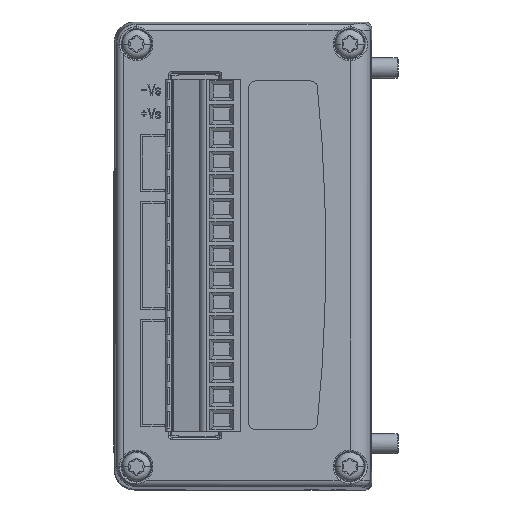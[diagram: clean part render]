
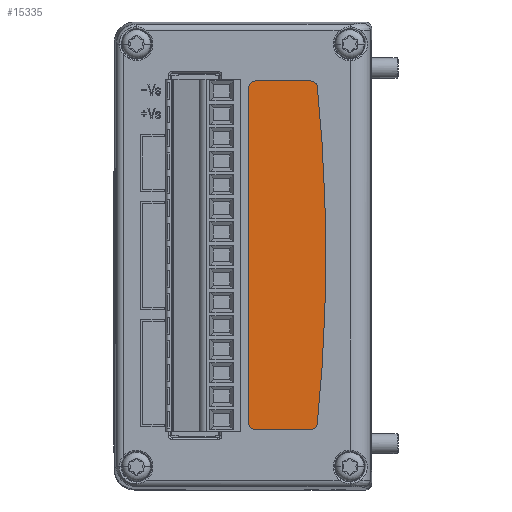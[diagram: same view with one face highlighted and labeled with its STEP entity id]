
A CAD part, top view. The second image highlights one B-rep face of the part: STEP entity #15335.
In plain terms, the highlighted planar face has unit normal (0, 0, 1).
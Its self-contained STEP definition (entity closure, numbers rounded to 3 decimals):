
#1879 = LINE ( 'NONE', #136493, #69368 ) ;
#2283 = EDGE_CURVE ( 'NONE', #43367, #44285, #38634, .T. ) ;
#11133 = DIRECTION ( 'NONE',  ( 0., 0., 1. ) ) ;
#11619 = ORIENTED_EDGE ( 'NONE', *, *, #152514, .T. ) ;
#12213 = CARTESIAN_POINT ( 'NONE',  ( 3.93, 25., 33.7 ) ) ;
#14102 = AXIS2_PLACEMENT_3D ( 'NONE', #85057, #46510, #32329 ) ;
#15335 = ADVANCED_FACE ( 'NONE', ( #101895 ), #114410, .T. ) ;
#16377 = DIRECTION ( 'NONE',  ( 1., 0., 0. ) ) ;
#21368 = EDGE_CURVE ( 'NONE', #64746, #74144, #90404, .T. ) ;
#22353 = CARTESIAN_POINT ( 'NONE',  ( 3.93, -26., 33.7 ) ) ;
#23161 = VERTEX_POINT ( 'NONE', #174002 ) ;
#25312 = AXIS2_PLACEMENT_3D ( 'NONE', #25458, #109266, #28101 ) ;
#25458 = CARTESIAN_POINT ( 'NONE',  ( -234.779, 0., 33.7 ) ) ;
#25459 = EDGE_LOOP ( 'NONE', ( #64077, #104998, #81306, #105325, #70108, #77315, #11619, #165233, #37109 ) ) ;
#25581 = DIRECTION ( 'NONE',  ( 1., 0., 0. ) ) ;
#28101 = DIRECTION ( 'NONE',  ( 1., 0., 0. ) ) ;
#32329 = DIRECTION ( 'NONE',  ( 1., 0., 0. ) ) ;
#32354 = DIRECTION ( 'NONE',  ( 0., -1., 0. ) ) ;
#37109 = ORIENTED_EDGE ( 'NONE', *, *, #63147, .T. ) ;
#38053 = CARTESIAN_POINT ( 'NONE',  ( 12.168, -26., 33.7 ) ) ;
#38634 = CIRCLE ( 'NONE', #146949, 1. ) ;
#43367 = VERTEX_POINT ( 'NONE', #112304 ) ;
#44285 = VERTEX_POINT ( 'NONE', #22353 ) ;
#45801 = CARTESIAN_POINT ( 'NONE',  ( 3.93, -26., 33.7 ) ) ;
#46408 = EDGE_CURVE ( 'NONE', #66783, #98902, #156413, .T. ) ;
#46510 = DIRECTION ( 'NONE',  ( 0., 0., 1. ) ) ;
#52948 = CARTESIAN_POINT ( 'NONE',  ( 3.93, -25., 33.7 ) ) ;
#54660 = CARTESIAN_POINT ( 'NONE',  ( 3.93, 26., 33.7 ) ) ;
#56199 = DIRECTION ( 'NONE',  ( -1., 0., 0. ) ) ;
#58324 = LINE ( 'NONE', #45801, #61784 ) ;
#61220 = DIRECTION ( 'NONE',  ( 0., 0., 1. ) ) ;
#61784 = VECTOR ( 'NONE', #154573, 1000. ) ;
#63147 = EDGE_CURVE ( 'NONE', #23161, #64746, #1879, .T. ) ;
#64077 = ORIENTED_EDGE ( 'NONE', *, *, #21368, .T. ) ;
#64746 = VERTEX_POINT ( 'NONE', #54660 ) ;
#64937 = DIRECTION ( 'NONE',  ( 1., 0., 0. ) ) ;
#66439 = VERTEX_POINT ( 'NONE', #135428 ) ;
#66783 = VERTEX_POINT ( 'NONE', #38053 ) ;
#69368 = VECTOR ( 'NONE', #56199, 1000. ) ;
#70108 = ORIENTED_EDGE ( 'NONE', *, *, #46408, .T. ) ;
#73352 = CARTESIAN_POINT ( 'NONE',  ( 2.93, 25., 33.7 ) ) ;
#74144 = VERTEX_POINT ( 'NONE', #100685 ) ;
#77315 = ORIENTED_EDGE ( 'NONE', *, *, #143116, .T. ) ;
#79631 = AXIS2_PLACEMENT_3D ( 'NONE', #161265, #136275, #64937 ) ;
#81306 = ORIENTED_EDGE ( 'NONE', *, *, #2283, .T. ) ;
#83800 = EDGE_CURVE ( 'NONE', #44285, #66783, #58324, .T. ) ;
#85057 = CARTESIAN_POINT ( 'NONE',  ( 3.93, 25., 33.7 ) ) ;
#87762 = EDGE_CURVE ( 'NONE', #89135, #23161, #159686, .T. ) ;
#89135 = VERTEX_POINT ( 'NONE', #93840 ) ;
#90404 = CIRCLE ( 'NONE', #170004, 1. ) ;
#91370 = AXIS2_PLACEMENT_3D ( 'NONE', #113566, #151851, #16377 ) ;
#93840 = CARTESIAN_POINT ( 'NONE',  ( 13.163, 25.101, 33.7 ) ) ;
#96385 = VECTOR ( 'NONE', #32354, 1000. ) ;
#98902 = VERTEX_POINT ( 'NONE', #131877 ) ;
#100685 = CARTESIAN_POINT ( 'NONE',  ( 2.93, 25., 33.7 ) ) ;
#101895 = FACE_OUTER_BOUND ( 'NONE', #25459, .T. ) ;
#104998 = ORIENTED_EDGE ( 'NONE', *, *, #156088, .T. ) ;
#105325 = ORIENTED_EDGE ( 'NONE', *, *, #83800, .T. ) ;
#109266 = DIRECTION ( 'NONE',  ( 0., 0., 1. ) ) ;
#112295 = CIRCLE ( 'NONE', #154929, 249.209 ) ;
#112304 = CARTESIAN_POINT ( 'NONE',  ( 2.93, -25., 33.7 ) ) ;
#113566 = CARTESIAN_POINT ( 'NONE',  ( 12.168, 25., 33.7 ) ) ;
#114410 = PLANE ( 'NONE',  #14102 ) ;
#117451 = DIRECTION ( 'NONE',  ( 1., 0., 0. ) ) ;
#131877 = CARTESIAN_POINT ( 'NONE',  ( 13.163, -25.101, 33.7 ) ) ;
#135428 = CARTESIAN_POINT ( 'NONE',  ( 14.43, 0., 33.7 ) ) ;
#135886 = DIRECTION ( 'NONE',  ( 1., 0., 0. ) ) ;
#136275 = DIRECTION ( 'NONE',  ( 0., 0., 1. ) ) ;
#136493 = CARTESIAN_POINT ( 'NONE',  ( 12.168, 26., 33.7 ) ) ;
#143116 = EDGE_CURVE ( 'NONE', #98902, #66439, #112295, .T. ) ;
#146949 = AXIS2_PLACEMENT_3D ( 'NONE', #52948, #11133, #135886 ) ;
#147718 = DIRECTION ( 'NONE',  ( 0., 0., 1. ) ) ;
#147744 = CIRCLE ( 'NONE', #25312, 249.209 ) ;
#151851 = DIRECTION ( 'NONE',  ( 0., 0., 1. ) ) ;
#152514 = EDGE_CURVE ( 'NONE', #66439, #89135, #147744, .T. ) ;
#154573 = DIRECTION ( 'NONE',  ( 1., 0., 0. ) ) ;
#154929 = AXIS2_PLACEMENT_3D ( 'NONE', #157521, #61220, #117451 ) ;
#155350 = LINE ( 'NONE', #73352, #96385 ) ;
#156088 = EDGE_CURVE ( 'NONE', #74144, #43367, #155350, .T. ) ;
#156413 = CIRCLE ( 'NONE', #79631, 1. ) ;
#157521 = CARTESIAN_POINT ( 'NONE',  ( -234.779, 0., 33.7 ) ) ;
#159686 = CIRCLE ( 'NONE', #91370, 1. ) ;
#161265 = CARTESIAN_POINT ( 'NONE',  ( 12.168, -25., 33.7 ) ) ;
#165233 = ORIENTED_EDGE ( 'NONE', *, *, #87762, .T. ) ;
#170004 = AXIS2_PLACEMENT_3D ( 'NONE', #12213, #147718, #25581 ) ;
#174002 = CARTESIAN_POINT ( 'NONE',  ( 12.168, 26., 33.7 ) ) ;
